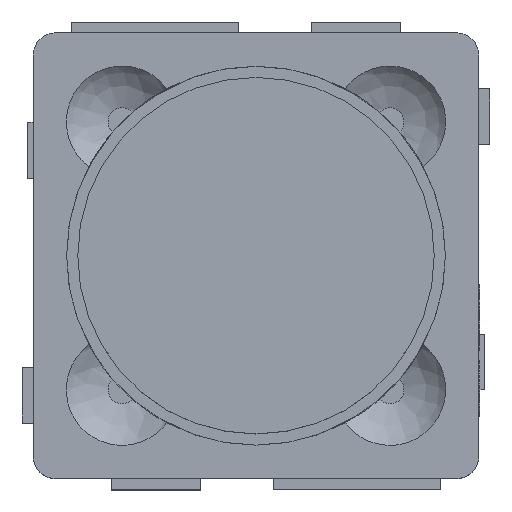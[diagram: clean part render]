
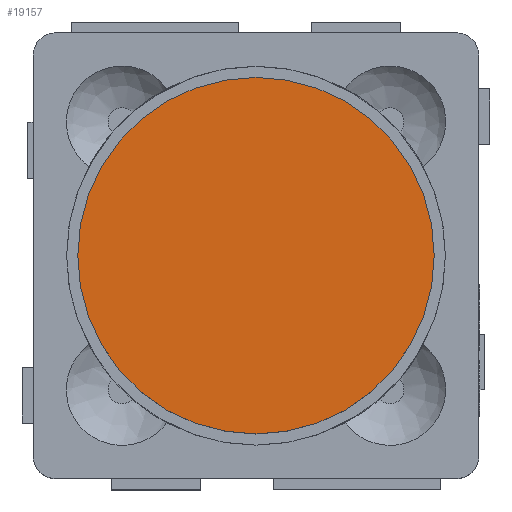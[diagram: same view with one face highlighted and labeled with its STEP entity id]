
A CAD part, top view. The second image highlights one B-rep face of the part: STEP entity #19157.
In plain terms, the highlighted planar face has unit normal (0, 0, 1).
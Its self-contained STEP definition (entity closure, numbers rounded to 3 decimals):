
#41 = DIRECTION ( 'NONE',  ( 0., 0., 1. ) ) ;
#355 = EDGE_CURVE ( 'NONE', #15045, #1771, #3699, .T. ) ;
#361 = DIRECTION ( 'NONE',  ( 0., 0., -1. ) ) ;
#465 = PLANE ( 'NONE',  #1248 ) ;
#1248 = AXIS2_PLACEMENT_3D ( 'NONE', #11676, #361, #3774 ) ;
#1771 = VERTEX_POINT ( 'NONE', #8628 ) ;
#3099 = EDGE_LOOP ( 'NONE', ( #4690, #11051 ) ) ;
#3699 = CIRCLE ( 'NONE', #13596, 1.6 ) ;
#3774 = DIRECTION ( 'NONE',  ( -1., 0., 0. ) ) ;
#4690 = ORIENTED_EDGE ( 'NONE', *, *, #355, .T. ) ;
#5134 = CARTESIAN_POINT ( 'NONE',  ( 0., 0., 1.6 ) ) ;
#6626 = DIRECTION ( 'NONE',  ( 0., 0., 1. ) ) ;
#7431 = CARTESIAN_POINT ( 'NONE',  ( 1.6, 0., 1.6 ) ) ;
#8395 = CIRCLE ( 'NONE', #18666, 1.6 ) ;
#8628 = CARTESIAN_POINT ( 'NONE',  ( -1.6, 0., 1.6 ) ) ;
#9880 = FACE_OUTER_BOUND ( 'NONE', #3099, .T. ) ;
#10158 = DIRECTION ( 'NONE',  ( 1., 0., 0. ) ) ;
#11051 = ORIENTED_EDGE ( 'NONE', *, *, #19511, .T. ) ;
#11640 = DIRECTION ( 'NONE',  ( 1., 0., 0. ) ) ;
#11676 = CARTESIAN_POINT ( 'NONE',  ( 1.8, 1.8, 1.6 ) ) ;
#13277 = CARTESIAN_POINT ( 'NONE',  ( 0., 0., 1.6 ) ) ;
#13596 = AXIS2_PLACEMENT_3D ( 'NONE', #5134, #6626, #11640 ) ;
#15045 = VERTEX_POINT ( 'NONE', #7431 ) ;
#18666 = AXIS2_PLACEMENT_3D ( 'NONE', #13277, #41, #10158 ) ;
#19157 = ADVANCED_FACE ( 'NONE', ( #9880 ), #465, .F. ) ;
#19511 = EDGE_CURVE ( 'NONE', #1771, #15045, #8395, .T. ) ;
